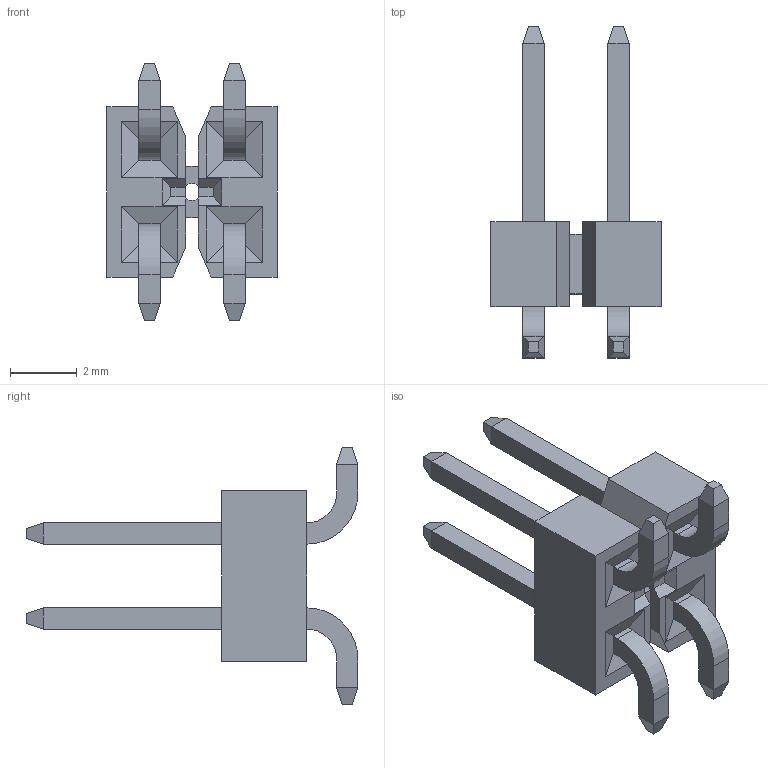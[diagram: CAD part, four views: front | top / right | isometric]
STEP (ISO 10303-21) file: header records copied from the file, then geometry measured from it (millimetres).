
FILE_DESCRIPTION (( 'STEP AP214' ), '1' );
FILE_NAME ('4.STEP', '2020-07-01T05:55:31', ( '' ), ( '' ), 'SwSTEP 2.0', 'SolidWorks 2018', '' );
FILE_SCHEMA (( 'AUTOMOTIVE_DESIGN' ));
Length unit declared in the file: inch
Products named in the file (1): 4
Bounding box: 5.08 x 9.91 x 7.7 mm (x, y, z)
Volume: 71.8 mm3; surface area: 258.5 mm2
Topology: 9 solids, 9 shells, 185 faces, 431 edges, 266 vertices
Faces by surface type: plane 174, cylinder 11
Entity records: 5503 total; most frequent: CARTESIAN_POINT 883, ORIENTED_EDGE 862, DIRECTION 825, EDGE_CURVE 431, LINE 409, VECTOR 409, VERTEX_POINT 266, AXIS2_PLACEMENT_3D 208
